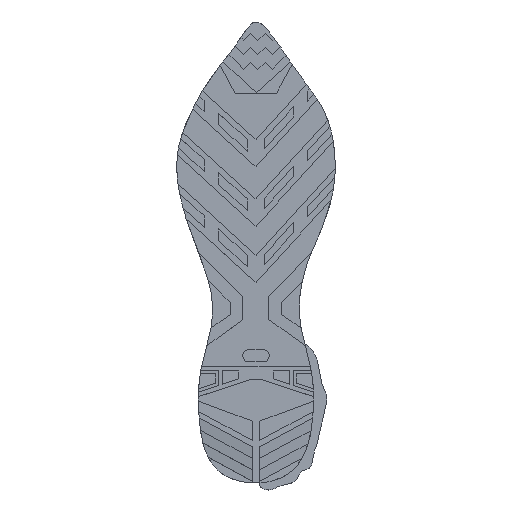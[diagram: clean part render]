
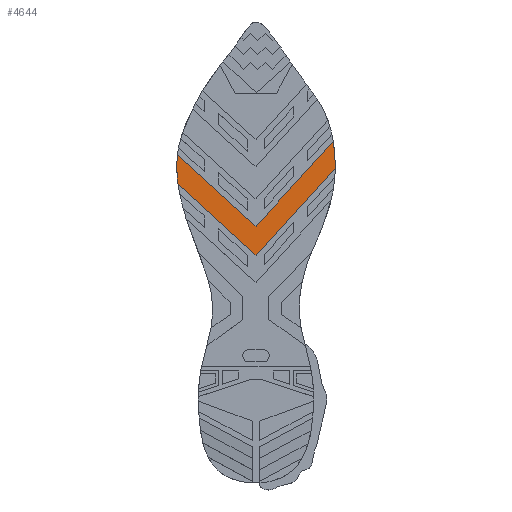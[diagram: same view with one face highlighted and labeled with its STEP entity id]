
A CAD part, top view. The second image highlights one B-rep face of the part: STEP entity #4644.
In plain terms, the highlighted face is planar.
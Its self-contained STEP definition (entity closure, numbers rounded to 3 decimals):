
#70 = CARTESIAN_POINT ( 'NONE',  ( 0., 3., -58.234 ) ) ;
#112 = VECTOR ( 'NONE', #4299, 1000. ) ;
#204 = ORIENTED_EDGE ( 'NONE', *, *, #719, .T. ) ;
#210 = CARTESIAN_POINT ( 'NONE',  ( -54.991, 3., -98.622 ) ) ;
#278 = CARTESIAN_POINT ( 'NONE',  ( 54.401, 3., -89.592 ) ) ;
#345 = EDGE_CURVE ( 'NONE', #5724, #3207, #4911, .T. ) ;
#536 = CARTESIAN_POINT ( 'NONE',  ( -54.991, 3., -98.622 ) ) ;
#572 = CARTESIAN_POINT ( 'NONE',  ( -53.596, 3., -117.179 ) ) ;
#606 = DIRECTION ( 'NONE',  ( 0., -1., 0. ) ) ;
#635 = CARTESIAN_POINT ( 'NONE',  ( 0., 3., 0. ) ) ;
#719 = EDGE_CURVE ( 'NONE', #2776, #4514, #3834, .T. ) ;
#800 = LINE ( 'NONE', #1822, #2599 ) ;
#1177 = PLANE ( 'NONE',  #2609 ) ;
#1272 = CARTESIAN_POINT ( 'NONE',  ( 54.551, 3., -107.835 ) ) ;
#1352 = VERTEX_POINT ( 'NONE', #4751 ) ;
#1421 = VERTEX_POINT ( 'NONE', #70 ) ;
#1474 = DIRECTION ( 'NONE',  ( 0.673, 0., 0.74 ) ) ;
#1822 = CARTESIAN_POINT ( 'NONE',  ( 18.986, 3., -17.263 ) ) ;
#1847 = EDGE_CURVE ( 'NONE', #4514, #1421, #4125, .T. ) ;
#1905 = EDGE_LOOP ( 'NONE', ( #4425, #4868, #204, #2298, #2773, #1932 ) ) ;
#1932 = ORIENTED_EDGE ( 'NONE', *, *, #345, .T. ) ;
#2086 = LINE ( 'NONE', #3043, #5416 ) ;
#2298 = ORIENTED_EDGE ( 'NONE', *, *, #1847, .T. ) ;
#2315 = CARTESIAN_POINT ( 'NONE',  ( 54.589, 3., -107.512 ) ) ;
#2599 = VECTOR ( 'NONE', #3315, 1000. ) ;
#2609 = AXIS2_PLACEMENT_3D ( 'NONE', #635, #606, #4247 ) ;
#2628 = EDGE_CURVE ( 'NONE', #5724, #1421, #2086, .T. ) ;
#2773 = ORIENTED_EDGE ( 'NONE', *, *, #2628, .F. ) ;
#2776 = VERTEX_POINT ( 'NONE', #210 ) ;
#3043 = CARTESIAN_POINT ( 'NONE',  ( -28.986, 3., -31.879 ) ) ;
#3044 = VECTOR ( 'NONE', #1474, 1000. ) ;
#3207 = VERTEX_POINT ( 'NONE', #5438 ) ;
#3315 = DIRECTION ( 'NONE',  ( 0.673, 0., 0.74 ) ) ;
#3621 = LINE ( 'NONE', #3652, #112 ) ;
#3652 = CARTESIAN_POINT ( 'NONE',  ( -18.986, 3., -20.88 ) ) ;
#3834 = B_SPLINE_CURVE_WITH_KNOTS ( 'NONE', 3,
 ( #536, #5153, #6110, #5220, #572 ),
 .UNSPECIFIED., .F., .F.,
 ( 4, 1, 4 ),
 ( 0.838, 0.843, 0.855 ),
 .UNSPECIFIED. ) ;
#3973 = EDGE_CURVE ( 'NONE', #2776, #1352, #800, .T. ) ;
#3984 = CARTESIAN_POINT ( 'NONE',  ( 54.096, 3., -87.331 ) ) ;
#3985 = CARTESIAN_POINT ( 'NONE',  ( -53.596, 3., -117.179 ) ) ;
#4125 = LINE ( 'NONE', #4562, #3044 ) ;
#4247 = DIRECTION ( 'NONE',  ( 0., 0., -1. ) ) ;
#4299 = DIRECTION ( 'NONE',  ( 0.74, 0., -0.673 ) ) ;
#4425 = ORIENTED_EDGE ( 'NONE', *, *, #5987, .F. ) ;
#4450 = CARTESIAN_POINT ( 'NONE',  ( 54.551, 3., -107.835 ) ) ;
#4514 = VERTEX_POINT ( 'NONE', #3985 ) ;
#4562 = CARTESIAN_POINT ( 'NONE',  ( 28.986, 3., -26.356 ) ) ;
#4644 = ADVANCED_FACE ( 'NONE', ( #5291 ), #1177, .T. ) ;
#4751 = CARTESIAN_POINT ( 'NONE',  ( 0., 3., -38.144 ) ) ;
#4868 = ORIENTED_EDGE ( 'NONE', *, *, #3973, .F. ) ;
#4911 = B_SPLINE_CURVE_WITH_KNOTS ( 'NONE', 3,
 ( #4450, #2315, #5944, #5401, #278, #3984 ),
 .UNSPECIFIED., .F., .F.,
 ( 4, 1, 1, 4 ),
 ( 0.151, 0.152, 0.167, 0.175 ),
 .UNSPECIFIED. ) ;
#5153 = CARTESIAN_POINT ( 'NONE',  ( -55.013, 3., -100.256 ) ) ;
#5220 = CARTESIAN_POINT ( 'NONE',  ( -54.34, 3., -112.681 ) ) ;
#5236 = DIRECTION ( 'NONE',  ( -0.74, 0., 0.673 ) ) ;
#5291 = FACE_OUTER_BOUND ( 'NONE', #1905, .T. ) ;
#5401 = CARTESIAN_POINT ( 'NONE',  ( 55.059, 3., -95.959 ) ) ;
#5416 = VECTOR ( 'NONE', #5236, 1000. ) ;
#5438 = CARTESIAN_POINT ( 'NONE',  ( 54.096, 3., -87.331 ) ) ;
#5724 = VERTEX_POINT ( 'NONE', #1272 ) ;
#5944 = CARTESIAN_POINT ( 'NONE',  ( 55.105, 3., -102.894 ) ) ;
#5987 = EDGE_CURVE ( 'NONE', #1352, #3207, #3621, .T. ) ;
#6110 = CARTESIAN_POINT ( 'NONE',  ( -54.95, 3., -106.378 ) ) ;
